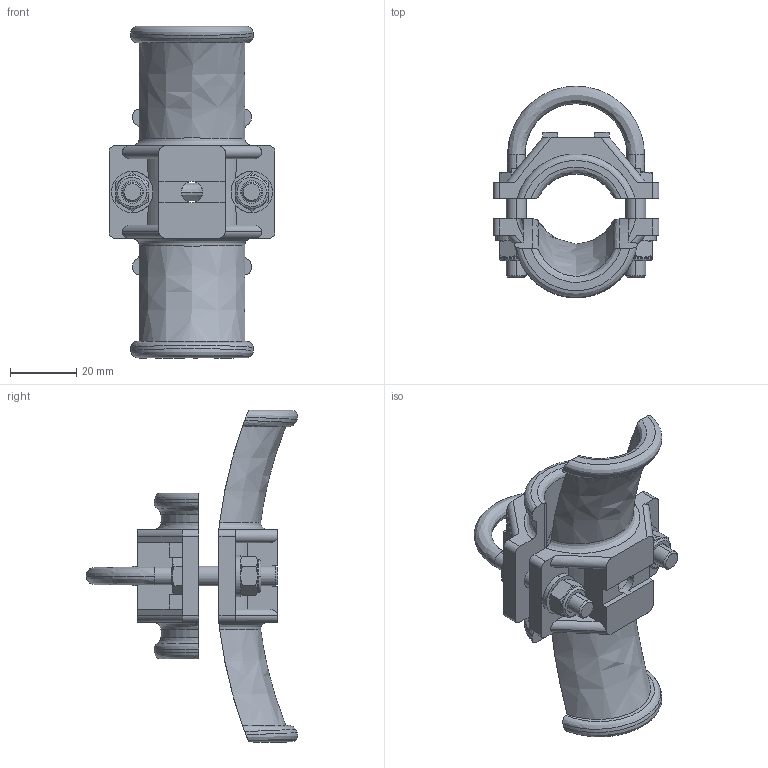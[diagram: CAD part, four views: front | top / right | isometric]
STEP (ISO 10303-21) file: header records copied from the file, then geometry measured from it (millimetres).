
FILE_DESCRIPTION (( 'STEP AP214' ), '1' );
FILE_NAME ('0020344.step', '2021-01-21T09:47:02', ( '' ), ( '' ), 'SwSTEP 2.0', 'SolidWorks 2018', '' );
FILE_SCHEMA (( 'AUTOMOTIVE_DESIGN' ));
Length unit declared in the file: millimetre
Products named in the file (1): 0020344
Bounding box: 50 x 63.7 x 100 mm (x, y, z)
Volume: 42173.1 mm3; surface area: 22953.4 mm2
Topology: 3 solids, 3 shells, 361 faces, 971 edges, 616 vertices
Faces by surface type: plane 151, cylinder 97, cone 76, bspline 37
Entity records: 16999 total; most frequent: CARTESIAN_POINT 6454, ORIENTED_EDGE 1940, DIRECTION 1708, EDGE_CURVE 970, AXIS2_PLACEMENT_3D 641, VERTEX_POINT 616, LINE 426, VECTOR 426
